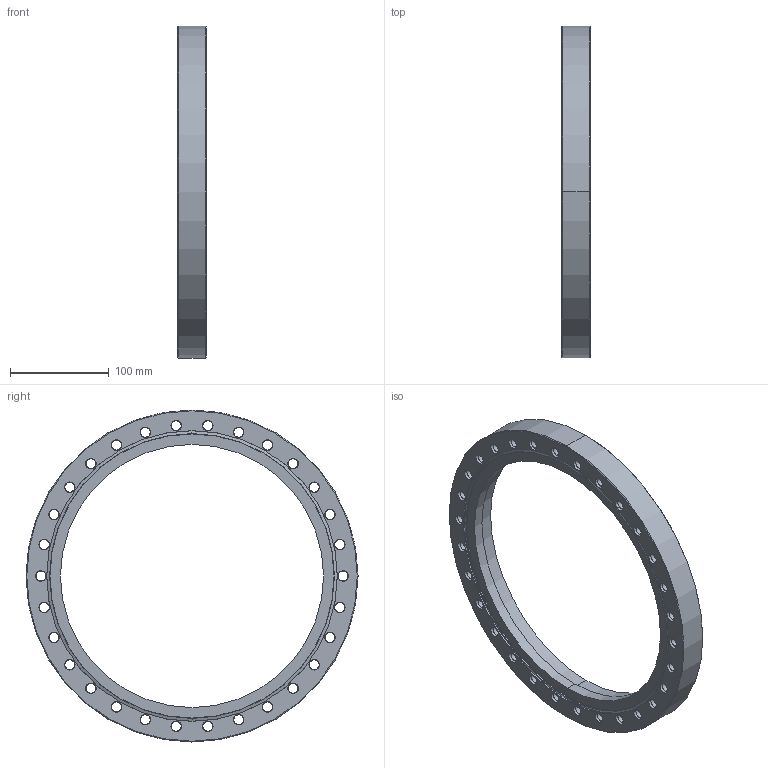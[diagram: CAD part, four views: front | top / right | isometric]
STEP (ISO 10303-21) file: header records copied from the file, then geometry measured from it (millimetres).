
FILE_DESCRIPTION (( 'STEP AP203' ), '1' );
FILE_NAME ('110036_A.STEP', '2024-03-19T01:06:03', ( '' ), ( '' ), 'SwSTEP 2.0', 'SolidWorks 2022', '' );
FILE_SCHEMA (( 'CONFIG_CONTROL_DESIGN' ));
Length unit declared in the file: inch
Products named in the file (1): 110036_A
Bounding box: 28.45 x 336.55 x 336.55 mm (x, y, z)
Volume: 806293.1 mm3; surface area: 142027.2 mm2
Topology: 1 solids, 1 shells, 208 faces, 476 edges, 272 vertices
Faces by surface type: cone 126, cylinder 70, torus 8, plane 4
Entity records: 6035 total; most frequent: DIRECTION 1174, CARTESIAN_POINT 957, ORIENTED_EDGE 952, AXIS2_PLACEMENT_3D 489, EDGE_CURVE 476, CIRCLE 280, VERTEX_POINT 272, EDGE_LOOP 272
